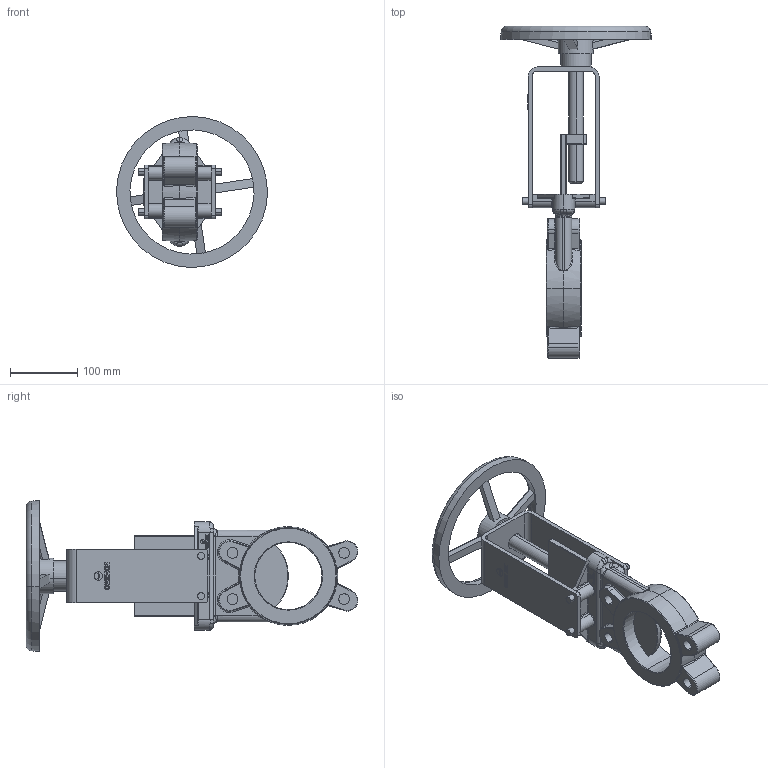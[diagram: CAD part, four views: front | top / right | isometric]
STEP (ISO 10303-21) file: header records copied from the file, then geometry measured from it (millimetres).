
FILE_DESCRIPTION (( 'STEP AP214' ), '1' );
FILE_NAME ('EB100_acci._volante HNA.STEP', '2008-11-17T14:18:45', ( 'user' ), ( '' ), 'SwSTEP 2.0', 'SolidWorks 2007', '' );
FILE_SCHEMA (( 'AUTOMOTIVE_DESIGN' ));
Length unit declared in the file: millimetre
Products named in the file (3): EB100_acci._volante HNA; cuerpoEB100_volante_Predeterminado; volante100_Predeterminado
Assembly tree (2 placements, depth 2):
  EB100_acci._volante HNA
    cuerpoEB100_volante_Predeterminado
    volante100_Predeterminado
Bounding box: 224.89 x 494.76 x 224.89 mm (x, y, z)
Volume: 1744834.6 mm3; surface area: 318546.9 mm2
Topology: 2 solids, 6 shells, 921 faces, 2362 edges, 1492 vertices
Faces by surface type: plane 547, cylinder 180, bspline 104, torus 62, sphere 18, cone 10
Entity records: 31340 total; most frequent: CARTESIAN_POINT 9804, ORIENTED_EDGE 4668, DIRECTION 4117, EDGE_CURVE 2334, LINE 1523, VECTOR 1523, VERTEX_POINT 1492, AXIS2_PLACEMENT_3D 1297
